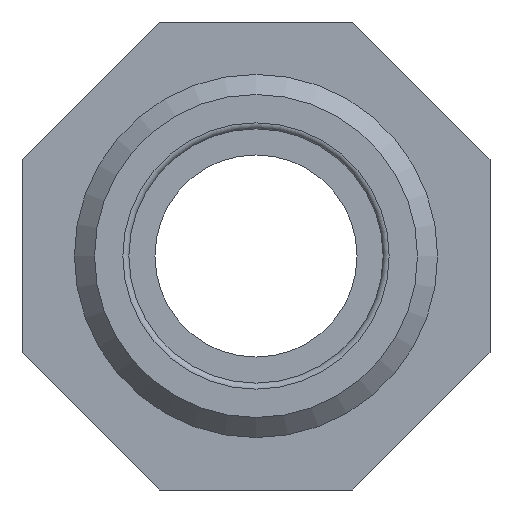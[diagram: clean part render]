
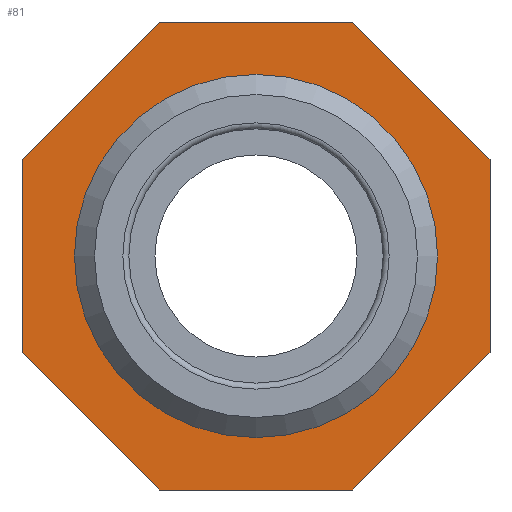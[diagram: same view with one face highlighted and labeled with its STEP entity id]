
A CAD part, left-side view. The second image highlights one B-rep face of the part: STEP entity #81.
In plain terms, the highlighted planar face has unit normal (-1, 0, 0).
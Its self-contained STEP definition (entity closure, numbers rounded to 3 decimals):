
#81 = ADVANCED_FACE( '', ( #170, #171 ), #172, .F. );
#170 = FACE_OUTER_BOUND( '', #253, .T. );
#171 = FACE_BOUND( '', #254, .T. );
#172 = PLANE( '', #255 );
#253 = EDGE_LOOP( '', ( #391, #392, #393, #394, #395, #396, #397, #398 ) );
#254 = EDGE_LOOP( '', ( #399 ) );
#255 = AXIS2_PLACEMENT_3D( '', #400, #401, #402 );
#391 = ORIENTED_EDGE( '', *, *, #438, .F. );
#392 = ORIENTED_EDGE( '', *, *, #431, .F. );
#393 = ORIENTED_EDGE( '', *, *, #471, .F. );
#394 = ORIENTED_EDGE( '', *, *, #472, .F. );
#395 = ORIENTED_EDGE( '', *, *, #463, .F. );
#396 = ORIENTED_EDGE( '', *, *, #423, .F. );
#397 = ORIENTED_EDGE( '', *, *, #460, .F. );
#398 = ORIENTED_EDGE( '', *, *, #451, .F. );
#399 = ORIENTED_EDGE( '', *, *, #446, .T. );
#400 = CARTESIAN_POINT( '', ( 17., 10.478, 0. ) );
#401 = DIRECTION( '', ( 1., 0., 0. ) );
#402 = DIRECTION( '', ( 0., 0., -1. ) );
#423 = EDGE_CURVE( '', #482, #483, #484, .T. );
#431 = EDGE_CURVE( '', #496, #497, #498, .T. );
#438 = EDGE_CURVE( '', #497, #508, #509, .T. );
#446 = EDGE_CURVE( '', #520, #520, #521, .T. );
#451 = EDGE_CURVE( '', #508, #528, #529, .T. );
#460 = EDGE_CURVE( '', #528, #482, #541, .T. );
#463 = EDGE_CURVE( '', #483, #544, #545, .T. );
#471 = EDGE_CURVE( '', #555, #496, #556, .T. );
#472 = EDGE_CURVE( '', #544, #555, #557, .T. );
#482 = VERTEX_POINT( '', #567 );
#483 = VERTEX_POINT( '', #568 );
#484 = LINE( '', #569, #570 );
#496 = VERTEX_POINT( '', #585 );
#497 = VERTEX_POINT( '', #586 );
#498 = LINE( '', #587, #588 );
#508 = VERTEX_POINT( '', #601 );
#509 = LINE( '', #602, #603 );
#520 = VERTEX_POINT( '', #616 );
#521 = CIRCLE( '', #617, 10.478 );
#528 = VERTEX_POINT( '', #624 );
#529 = LINE( '', #625, #626 );
#541 = LINE( '', #640, #641 );
#544 = VERTEX_POINT( '', #645 );
#545 = LINE( '', #646, #647 );
#555 = VERTEX_POINT( '', #661 );
#556 = LINE( '', #662, #663 );
#557 = LINE( '', #664, #665 );
#567 = CARTESIAN_POINT( '', ( 17., -5.592, 13.5 ) );
#568 = CARTESIAN_POINT( '', ( 17., -13.5, 5.592 ) );
#569 = CARTESIAN_POINT( '', ( 17., -5.592, 13.5 ) );
#570 = VECTOR( '', #676, 1000. );
#585 = CARTESIAN_POINT( '', ( 17., 5.592, -13.5 ) );
#586 = CARTESIAN_POINT( '', ( 17., 13.5, -5.592 ) );
#587 = CARTESIAN_POINT( '', ( 17., 5.592, -13.5 ) );
#588 = VECTOR( '', #686, 1000. );
#601 = CARTESIAN_POINT( '', ( 17., 13.5, 5.592 ) );
#602 = CARTESIAN_POINT( '', ( 17., 13.5, -5.592 ) );
#603 = VECTOR( '', #693, 1000. );
#616 = CARTESIAN_POINT( '', ( 17., 0., -10.478 ) );
#617 = AXIS2_PLACEMENT_3D( '', #702, #703, #704 );
#624 = CARTESIAN_POINT( '', ( 17., 5.592, 13.5 ) );
#625 = CARTESIAN_POINT( '', ( 17., 13.5, 5.592 ) );
#626 = VECTOR( '', #711, 1000. );
#640 = CARTESIAN_POINT( '', ( 17., 5.592, 13.5 ) );
#641 = VECTOR( '', #720, 1000. );
#645 = CARTESIAN_POINT( '', ( 17., -13.5, -5.592 ) );
#646 = CARTESIAN_POINT( '', ( 17., -13.5, 5.592 ) );
#647 = VECTOR( '', #722, 1000. );
#661 = CARTESIAN_POINT( '', ( 17., -5.592, -13.5 ) );
#662 = CARTESIAN_POINT( '', ( 17., -5.592, -13.5 ) );
#663 = VECTOR( '', #727, 1000. );
#664 = CARTESIAN_POINT( '', ( 17., -13.5, -5.592 ) );
#665 = VECTOR( '', #728, 1000. );
#676 = DIRECTION( '', ( 0., -0.707, -0.707 ) );
#686 = DIRECTION( '', ( 0., 0.707, 0.707 ) );
#693 = DIRECTION( '', ( 0., 0., 1. ) );
#702 = CARTESIAN_POINT( '', ( 17., 0., 0. ) );
#703 = DIRECTION( '', ( 1., 0., 0. ) );
#704 = DIRECTION( '', ( 0., 0., -1. ) );
#711 = DIRECTION( '', ( 0., -0.707, 0.707 ) );
#720 = DIRECTION( '', ( 0., -1., 0. ) );
#722 = DIRECTION( '', ( 0., 0., -1. ) );
#727 = DIRECTION( '', ( 0., 1., 0. ) );
#728 = DIRECTION( '', ( 0., 0.707, -0.707 ) );
